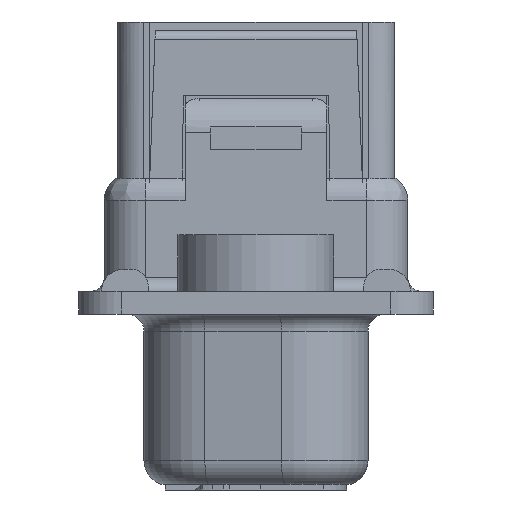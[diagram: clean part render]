
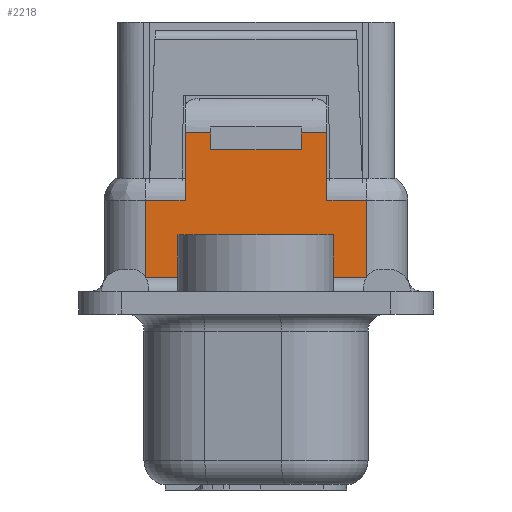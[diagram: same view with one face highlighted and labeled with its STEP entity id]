
A CAD part, left-side view. The second image highlights one B-rep face of the part: STEP entity #2218.
In plain terms, the highlighted planar face has unit normal (-1, 0, 0).
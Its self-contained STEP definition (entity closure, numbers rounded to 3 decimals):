
#2218=ADVANCED_FACE('',(#4744),#3722,.T.);
#3722=PLANE('',#30903);
#4744=FACE_OUTER_BOUND('',#6231,.T.);
#6231=EDGE_LOOP('',(#8833,#8834,#8835,#8836,#8837,#8838,#8839,#8840,#8841,
#8842,#8843,#8844));
#8833=ORIENTED_EDGE('',*,*,#20443,.F.);
#8834=ORIENTED_EDGE('',*,*,#20444,.T.);
#8835=ORIENTED_EDGE('',*,*,#20445,.T.);
#8836=ORIENTED_EDGE('',*,*,#20446,.T.);
#8837=ORIENTED_EDGE('',*,*,#20447,.T.);
#8838=ORIENTED_EDGE('',*,*,#20448,.F.);
#8839=ORIENTED_EDGE('',*,*,#20449,.F.);
#8840=ORIENTED_EDGE('',*,*,#20450,.T.);
#8841=ORIENTED_EDGE('',*,*,#20451,.F.);
#8842=ORIENTED_EDGE('',*,*,#20452,.T.);
#8843=ORIENTED_EDGE('',*,*,#20438,.T.);
#8844=ORIENTED_EDGE('',*,*,#19910,.T.);
#16930=VERTEX_POINT('',#41989);
#16931=VERTEX_POINT('',#41991);
#17363=VERTEX_POINT('',#43089);
#17366=VERTEX_POINT('',#43097);
#17367=VERTEX_POINT('',#43101);
#17368=VERTEX_POINT('',#43103);
#17369=VERTEX_POINT('',#43105);
#17370=VERTEX_POINT('',#43107);
#17371=VERTEX_POINT('',#43109);
#17372=VERTEX_POINT('',#43111);
#17373=VERTEX_POINT('',#43113);
#17374=VERTEX_POINT('',#43115);
#19910=EDGE_CURVE('',#16931,#16930,#24364,.T.);
#20438=EDGE_CURVE('',#17363,#16931,#24743,.T.);
#20443=EDGE_CURVE('',#17366,#16930,#24746,.T.);
#20444=EDGE_CURVE('',#17366,#17367,#24747,.T.);
#20445=EDGE_CURVE('',#17367,#17368,#24748,.T.);
#20446=EDGE_CURVE('',#17368,#17369,#24749,.T.);
#20447=EDGE_CURVE('',#17369,#17370,#24750,.T.);
#20448=EDGE_CURVE('',#17371,#17370,#24751,.T.);
#20449=EDGE_CURVE('',#17372,#17371,#24752,.T.);
#20450=EDGE_CURVE('',#17372,#17373,#24753,.T.);
#20451=EDGE_CURVE('',#17374,#17373,#24754,.T.);
#20452=EDGE_CURVE('',#17374,#17363,#24755,.T.);
#24364=LINE('',#41990,#27594);
#24743=LINE('',#43088,#27973);
#24746=LINE('',#43098,#27976);
#24747=LINE('',#43100,#27977);
#24748=LINE('',#43102,#27978);
#24749=LINE('',#43104,#27979);
#24750=LINE('',#43106,#27980);
#24751=LINE('',#43108,#27981);
#24752=LINE('',#43110,#27982);
#24753=LINE('',#43112,#27983);
#24754=LINE('',#43114,#27984);
#24755=LINE('',#43116,#27985);
#27594=VECTOR('',#33528,1.);
#27973=VECTOR('',#34329,1.);
#27976=VECTOR('',#34338,1.);
#27977=VECTOR('',#34341,1.);
#27978=VECTOR('',#34342,1.);
#27979=VECTOR('',#34343,1.);
#27980=VECTOR('',#34344,1.);
#27981=VECTOR('',#34345,1.);
#27982=VECTOR('',#34346,1.);
#27983=VECTOR('',#34347,1.);
#27984=VECTOR('',#34348,1.);
#27985=VECTOR('',#34349,1.);
#30903=AXIS2_PLACEMENT_3D('',#43117,#34350,#34351);
#33528=DIRECTION('',(0.,-1.,0.));
#34329=DIRECTION('',(0.,0.,-1.));
#34338=DIRECTION('',(0.,0.,-1.));
#34341=DIRECTION('',(0.,1.,0.));
#34342=DIRECTION('',(0.,0.,1.));
#34343=DIRECTION('',(0.,1.,0.));
#34344=DIRECTION('',(0.,0.,-1.));
#34345=DIRECTION('',(0.,-1.,0.));
#34346=DIRECTION('',(0.,0.,-1.));
#34347=DIRECTION('',(0.,1.,0.));
#34348=DIRECTION('',(0.,0.,1.));
#34349=DIRECTION('',(0.,1.,0.));
#34350=DIRECTION('',(-1.,0.,0.));
#34351=DIRECTION('',(0.,0.,-1.));
#41989=CARTESIAN_POINT('',(-0.52,0.85,0.9));
#41990=CARTESIAN_POINT('',(-0.52,0.85,0.9));
#41991=CARTESIAN_POINT('',(-0.52,8.65,0.9));
#43088=CARTESIAN_POINT('',(-0.52,8.65,4.52));
#43089=CARTESIAN_POINT('',(-0.52,8.65,3.62));
#43097=CARTESIAN_POINT('',(-0.52,0.85,3.62));
#43098=CARTESIAN_POINT('',(-0.52,0.85,4.52));
#43100=CARTESIAN_POINT('',(-0.52,0.85,3.62));
#43101=CARTESIAN_POINT('',(-0.52,2.25,3.62));
#43102=CARTESIAN_POINT('',(-0.52,2.25,0.));
#43103=CARTESIAN_POINT('',(-0.52,2.25,5.988));
#43104=CARTESIAN_POINT('',(-0.52,-40.777,5.988));
#43105=CARTESIAN_POINT('',(-0.52,3.15,5.988));
#43106=CARTESIAN_POINT('',(-0.52,3.15,6.199));
#43107=CARTESIAN_POINT('',(-0.52,3.15,5.399));
#43108=CARTESIAN_POINT('',(-0.52,6.35,5.399));
#43109=CARTESIAN_POINT('',(-0.52,6.35,5.399));
#43110=CARTESIAN_POINT('',(-0.52,6.35,6.199));
#43111=CARTESIAN_POINT('',(-0.52,6.35,5.988));
#43112=CARTESIAN_POINT('',(-0.52,-40.777,5.988));
#43113=CARTESIAN_POINT('',(-0.52,7.25,5.988));
#43114=CARTESIAN_POINT('',(-0.52,7.25,2.4));
#43115=CARTESIAN_POINT('',(-0.52,7.25,3.62));
#43116=CARTESIAN_POINT('',(-0.52,0.85,3.62));
#43117=CARTESIAN_POINT('',(-0.52,0.85,4.52));
